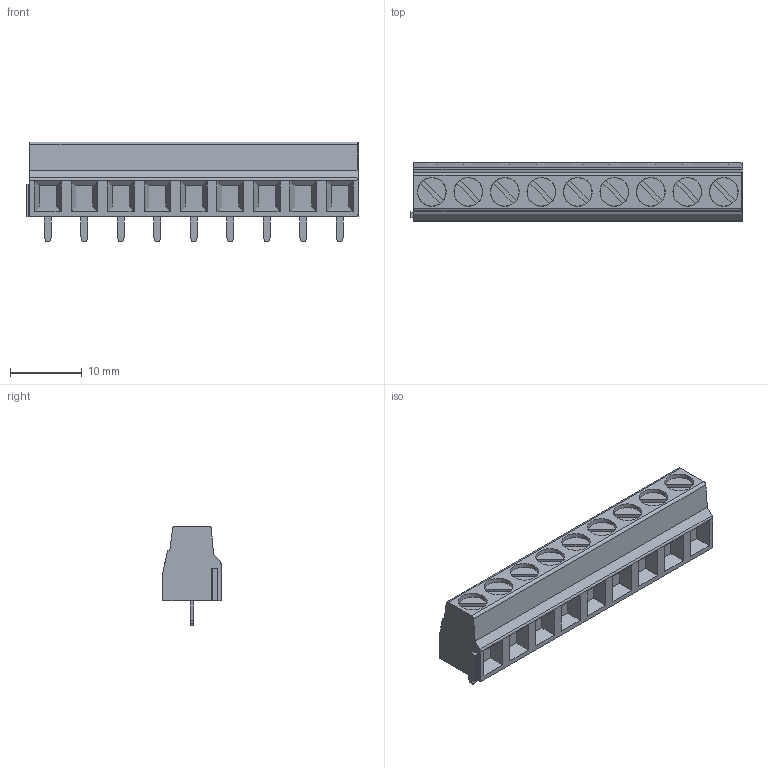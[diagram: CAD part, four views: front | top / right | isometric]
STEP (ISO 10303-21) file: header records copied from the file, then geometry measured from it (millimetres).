
FILE_DESCRIPTION(('CATIA V5 STEP Exchange','CAx-IF Rec.Pracs.--- Model Styling and Organization---1.4--- 2014-01-23'),'2;1');
FILE_NAME ('D1458996_1_1912900000_1912900000.stp','2021-07-26T06:57:25+00:00',('none'),('Weidmueller'),'CATIA Version 5-6 Release 2016 SP3 HF44','CATIA V5 STEP AP214','none');
FILE_SCHEMA(('AUTOMOTIVE_DESIGN { 1 0 10303 214 1 1 1 1 }'));
Length unit declared in the file: millimetre
Products named in the file (1): 1912900000
Bounding box: 46.22 x 8.1 x 13.9 mm (x, y, z)
Volume: 3097.5 mm3; surface area: 2791.2 mm2
Topology: 19 solids, 19 shells, 298 faces, 734 edges, 492 vertices
Faces by surface type: plane 235, cylinder 63
Entity records: 8964 total; most frequent: CARTESIAN_POINT 1679, ORIENTED_EDGE 1468, DIRECTION 1263, EDGE_CURVE 734, VECTOR 572, LINE 572, VERTEX_POINT 492, AXIS2_PLACEMENT_3D 414
